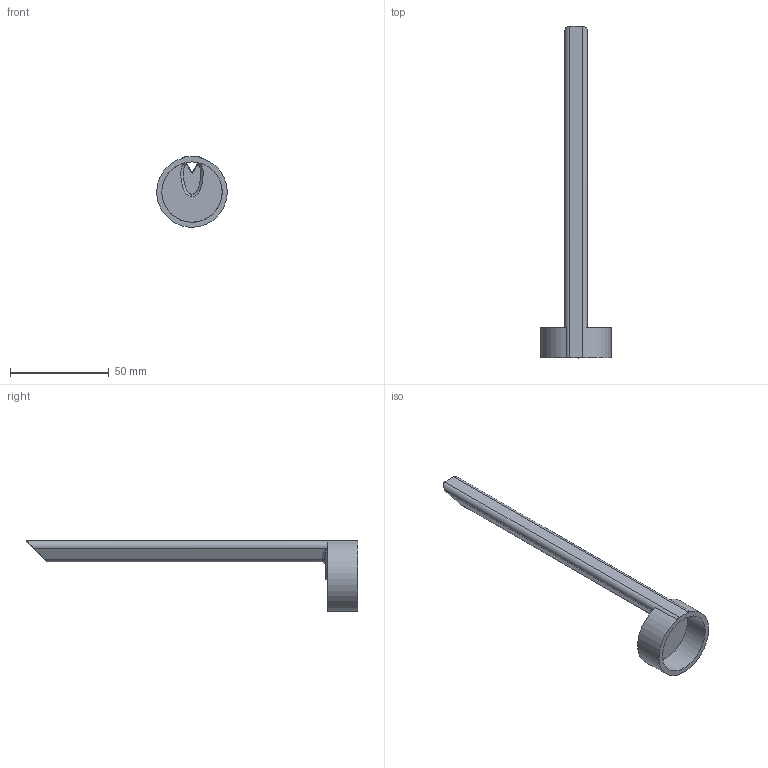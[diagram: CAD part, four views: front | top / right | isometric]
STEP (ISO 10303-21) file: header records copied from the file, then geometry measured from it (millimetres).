
FILE_DESCRIPTION(/* description */ (''),/* implementation_level */ '2;1');
FILE_NAME(/* name */ 'Automatic Watering Stake v2.step',/* time_stamp */ '2018-07-25T13:14:29-07:00',/* author */ ('christopherbmeek09'),/* organization */ (''),/* preprocessor_version */ 'ST-DEVELOPER v17',/* originating_system */ 'Autodesk Translation Framework v7.1.0.215',/* authorisation */ '');
FILE_SCHEMA (('AUTOMOTIVE_DESIGN { 1 0 10303 214 3 1 1 }'));
Length unit declared in the file: inch
Products named in the file (1): Automatic Watering Stake
Bounding box: 35.45 x 167.64 x 35.5 mm (x, y, z)
Volume: 15972.2 mm3; surface area: 12949.6 mm2
Topology: 1 solids, 2 shells, 48 faces, 116 edges, 74 vertices
Faces by surface type: bspline 19, plane 18, cylinder 9, torus 1, sphere 1
Full cylindrical faces by diameter (mm): 30.48 x1
Entity records: 2222 total; most frequent: CARTESIAN_POINT 1184, ORIENTED_EDGE 234, DIRECTION 161, EDGE_CURVE 117, VERTEX_POINT 74, AXIS2_PLACEMENT_3D 63, EDGE_LOOP 53, FACE_OUTER_BOUND 48
